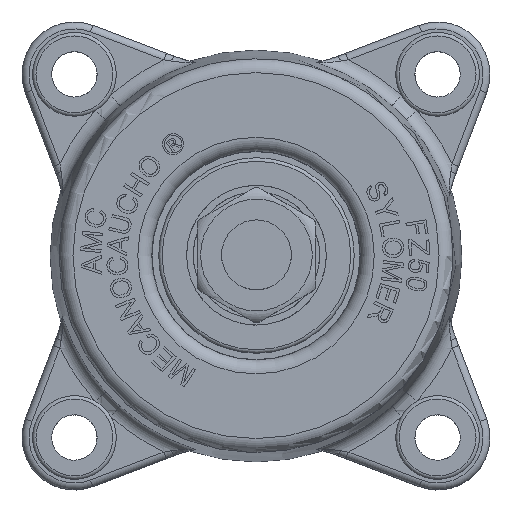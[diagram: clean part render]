
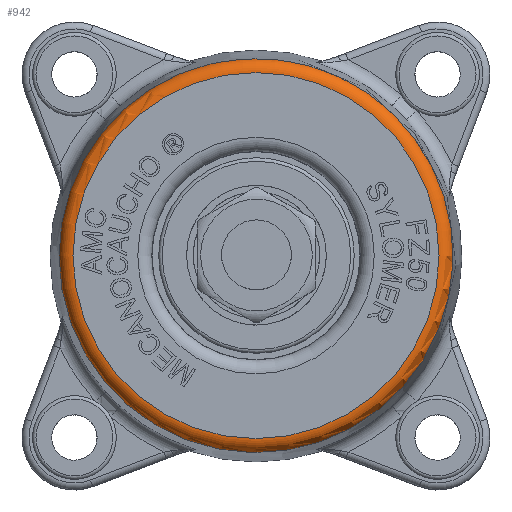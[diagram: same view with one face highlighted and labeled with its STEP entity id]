
A CAD part, top view. The second image highlights one B-rep face of the part: STEP entity #942.
In plain terms, the highlighted toroidal (fillet/blend) face has major radius 26.207 mm and minor radius 2 mm.
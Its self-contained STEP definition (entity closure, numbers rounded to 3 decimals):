
#942 = ADVANCED_FACE( '', ( #2209, #2210 ), #2211, .T. );
#2209 = FACE_OUTER_BOUND( '', #6528, .T. );
#2210 = FACE_OUTER_BOUND( '', #6529, .T. );
#2211 = TOROIDAL_SURFACE( '', #6530, 26.207, 2. );
#6528 = EDGE_LOOP( '', ( #11454 ) );
#6529 = EDGE_LOOP( '', ( #11455 ) );
#6530 = AXIS2_PLACEMENT_3D( '', #11456, #11457, #11458 );
#11454 = ORIENTED_EDGE( '', *, *, #14789, .F. );
#11455 = ORIENTED_EDGE( '', *, *, #14388, .F. );
#11456 = CARTESIAN_POINT( '', ( 0., 0., 37. ) );
#11457 = DIRECTION( '', ( 0., 0., -1. ) );
#11458 = DIRECTION( '', ( -1., 0., 0. ) );
#14388 = EDGE_CURVE( '', #16357, #16357, #16358, .T. );
#14789 = EDGE_CURVE( '', #16974, #16974, #16975, .F. );
#16357 = VERTEX_POINT( '', #20786 );
#16358 = CIRCLE( '', #20787, 28.205 );
#16974 = VERTEX_POINT( '', #22813 );
#16975 = CIRCLE( '', #22814, 26.207 );
#20786 = CARTESIAN_POINT( '', ( -28.205, 0., 37.07 ) );
#20787 = AXIS2_PLACEMENT_3D( '', #26078, #26079, #26080 );
#22813 = CARTESIAN_POINT( '', ( -26.207, 0., 39. ) );
#22814 = AXIS2_PLACEMENT_3D( '', #26456, #26457, #26458 );
#26078 = CARTESIAN_POINT( '', ( 0., 0., 37.07 ) );
#26079 = DIRECTION( '', ( 0., 0., -1. ) );
#26080 = DIRECTION( '', ( -1., 0., 0. ) );
#26456 = CARTESIAN_POINT( '', ( 0., 0., 39. ) );
#26457 = DIRECTION( '', ( 0., 0., -1. ) );
#26458 = DIRECTION( '', ( -1., 0., 0. ) );
